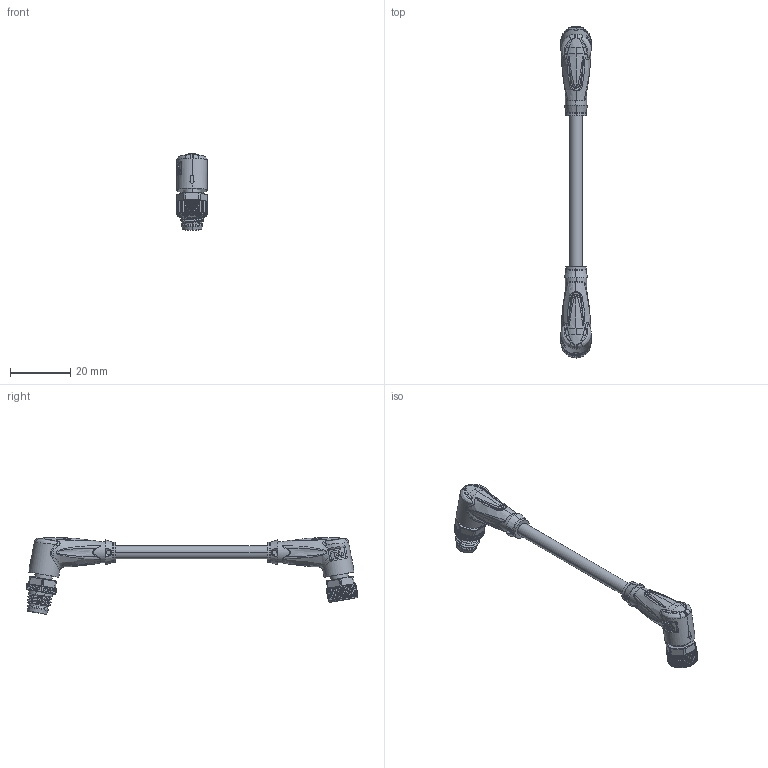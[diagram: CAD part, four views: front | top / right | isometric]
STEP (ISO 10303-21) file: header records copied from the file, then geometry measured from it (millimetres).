
FILE_DESCRIPTION(('STEP AP214'),'1');
FILE_NAME('cctmp_A4AB4B6E-BFA6-43C0-9C43-9DE70534A1EF_2022_04_27_10_51_52_0713..stp','2022-04-27T08:52:02',('KiM GmbH'),('CADClick - www.CADClick.com'),'Spatial InterOp 3D postprocessed',' ','unknown authorization');
FILE_SCHEMA(('AUTOMOTIVE_DESIGN'));
Length unit declared in the file: millimetre
Products named in the file (9): Connection2; Connection2_2; Connection2_1; T193879_1; Cable; Connection1; Connection1_2; Connection1_1; T193879
Assembly tree (8 placements, depth 4):
  T193879
    T193879_1
      Connection2
        Connection2_2
        Connection2_1
      Cable
      Connection1
        Connection1_2
        Connection1_1
Bounding box: 10 x 109.78 x 25.44 mm (x, y, z)
Volume: 5632.3 mm3; surface area: 5034.9 mm2
Topology: 8 solids, 10 shells, 1656 faces, 4373 edges, 2760 vertices
Faces by surface type: plane 743, bspline 283, torus 224, cylinder 210, cone 162, extrusion 28, sphere 6
Entity records: 126239 total; most frequent: CARTESIAN_POINT 75957, ORIENTED_EDGE 8710, DIRECTION 6985, EDGE_CURVE 4359, STYLED_ITEM 3362, PRESENTATION_STYLE_ASSIGNMENT 3362, VERTEX_POINT 2760, AXIS2_PLACEMENT_3D 2429
